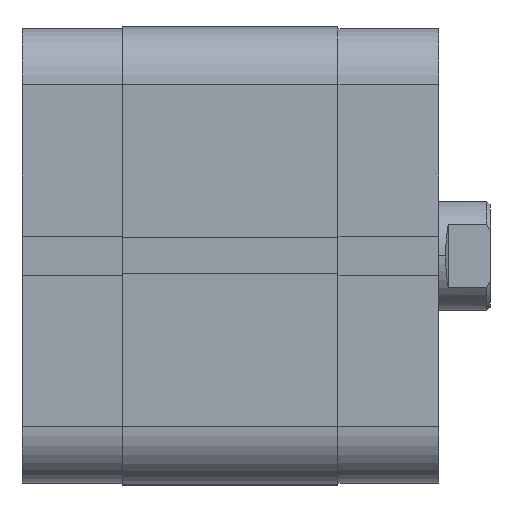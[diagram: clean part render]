
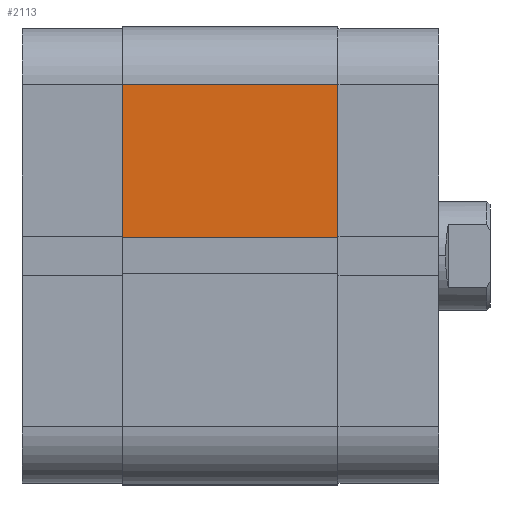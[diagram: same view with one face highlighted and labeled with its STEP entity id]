
A CAD part, top view. The second image highlights one B-rep face of the part: STEP entity #2113.
In plain terms, the highlighted face is planar.
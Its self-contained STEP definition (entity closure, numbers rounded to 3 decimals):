
#3 = EDGE_CURVE ( 'NONE', #1023, #1024, #4947, .T. ) ;
#26 = EDGE_CURVE ( 'NONE', #1022, #1024, #4988, .T. ) ;
#230 = DIRECTION ( 'NONE',  ( 0., 1., 0. ) ) ;
#231 = DIRECTION ( 'NONE',  ( 1., 0., 0. ) ) ;
#234 = PLANE ( 'NONE',  #2737 ) ;
#235 = CARTESIAN_POINT ( 'NONE',  ( 33.5, -73.841, 31.5 ) ) ;
#459 = CARTESIAN_POINT ( 'NONE',  ( 33.5, 2.6, 0. ) ) ;
#460 = CARTESIAN_POINT ( 'NONE',  ( 33.5, 2.6, 31.5 ) ) ;
#461 = CARTESIAN_POINT ( 'NONE',  ( 33.5, 25., 0. ) ) ;
#462 = CARTESIAN_POINT ( 'NONE',  ( 33.5, 25., 31.5 ) ) ;
#737 = DIRECTION ( 'NONE',  ( 0., -1., 0. ) ) ;
#744 = CARTESIAN_POINT ( 'NONE',  ( 33.5, -73.841, 0. ) ) ;
#790 = DIRECTION ( 'NONE',  ( 0., 0., -1. ) ) ;
#793 = CARTESIAN_POINT ( 'NONE',  ( 33.5, 2.6, 31.5 ) ) ;
#1021 = VERTEX_POINT ( 'NONE', #462 ) ;
#1022 = VERTEX_POINT ( 'NONE', #461 ) ;
#1023 = VERTEX_POINT ( 'NONE', #460 ) ;
#1024 = VERTEX_POINT ( 'NONE', #459 ) ;
#1972 = ORIENTED_EDGE ( 'NONE', *, *, #5828, .T. ) ;
#1979 = ORIENTED_EDGE ( 'NONE', *, *, #3, .T. ) ;
#2019 = ORIENTED_EDGE ( 'NONE', *, *, #26, .F. ) ;
#2040 = ORIENTED_EDGE ( 'NONE', *, *, #2634, .F. ) ;
#2113 = ADVANCED_FACE ( 'NONE', ( #5069 ), #234, .T. ) ;
#2634 = EDGE_CURVE ( 'NONE', #1021, #1022, #5731, .T. ) ;
#2737 = AXIS2_PLACEMENT_3D ( 'NONE', #235, #231, #230 ) ;
#3863 = CARTESIAN_POINT ( 'NONE',  ( 33.5, 25., 31.5 ) ) ;
#3871 = DIRECTION ( 'NONE',  ( 0., 0., -1. ) ) ;
#4032 = CARTESIAN_POINT ( 'NONE',  ( 33.5, -73.841, 31.5 ) ) ;
#4033 = DIRECTION ( 'NONE',  ( 0., -1., 0. ) ) ;
#4272 = VECTOR ( 'NONE', #4033, 1000. ) ;
#4937 = VECTOR ( 'NONE', #790, 1000. ) ;
#4947 = LINE ( 'NONE', #793, #4937 ) ;
#4985 = VECTOR ( 'NONE', #737, 1000. ) ;
#4988 = LINE ( 'NONE', #744, #4985 ) ;
#5069 = FACE_OUTER_BOUND ( 'NONE', #6351, .T. ) ;
#5731 = LINE ( 'NONE', #3863, #5733 ) ;
#5733 = VECTOR ( 'NONE', #3871, 1000. ) ;
#5819 = LINE ( 'NONE', #4032, #4272 ) ;
#5828 = EDGE_CURVE ( 'NONE', #1021, #1023, #5819, .T. ) ;
#6351 = EDGE_LOOP ( 'NONE', ( #2019, #2040, #1972, #1979 ) ) ;
